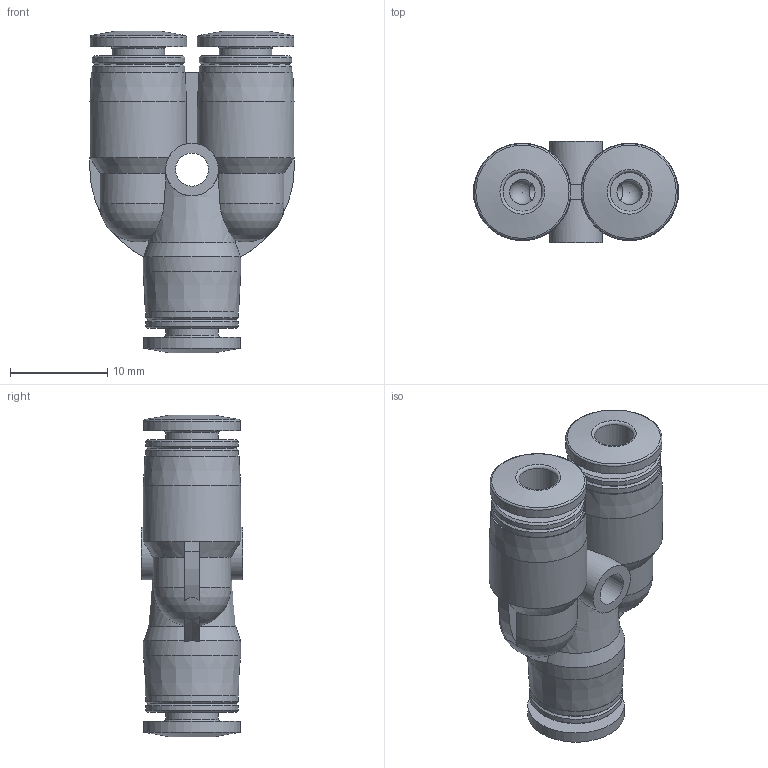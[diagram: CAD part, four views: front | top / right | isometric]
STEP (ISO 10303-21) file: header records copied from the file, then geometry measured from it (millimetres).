
FILE_DESCRIPTION(/* description */ ('STEP AP214'),/* implementation_level */ '2;1');
FILE_NAME(/* name */ '133119_NPQP-Y-Q4-E-FD-P10',/* time_stamp */ '2024-09-13T08:18:02+02:00',/* author */ ('License CC BY-ND 4.0'),/* organization */ ('CADENAS'),/* preprocessor_version */ 'ST-DEVELOPER v19.3',/* originating_system */ 'PARTsolutions',/* authorisation */ ' ');
FILE_SCHEMA (('AUTOMOTIVE_DESIGN {1 0 10303 214 3 1 1}'));
Length unit declared in the file: millimetre
Products named in the file (1): 133119 NPQP-Y-Q4-E-FD-P10
Bounding box: 21 x 10.4 x 33 mm (x, y, z)
Volume: 3137.9 mm3; surface area: 2882.5 mm2
Topology: 1 solids, 1 shells, 101 faces, 244 edges, 150 vertices
Faces by surface type: cylinder 34, plane 32, cone 23, torus 8, sphere 4
Full cylindrical faces by diameter (mm): 1.6 x1, 2.6 x2, 3.4 x1, 4 x3, 5.4 x5, 9.5 x6, 9.9 x3, 10 x1
Entity records: 2765 total; most frequent: CARTESIAN_POINT 639, DIRECTION 440, ORIENTED_EDGE 378, AXIS2_PLACEMENT_3D 203, EDGE_CURVE 189, EDGE_LOOP 158, FACE_BOUND 158, VERTEX_POINT 141
